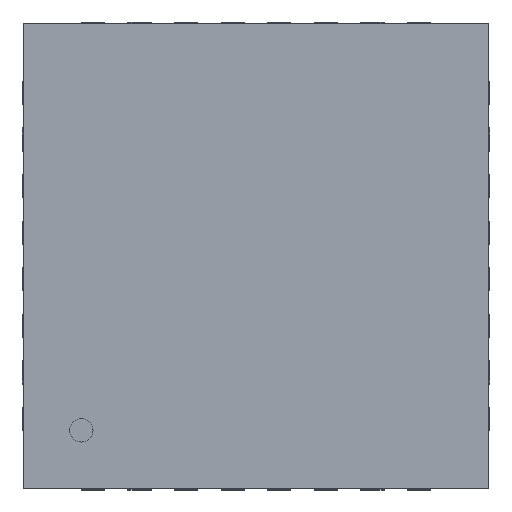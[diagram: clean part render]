
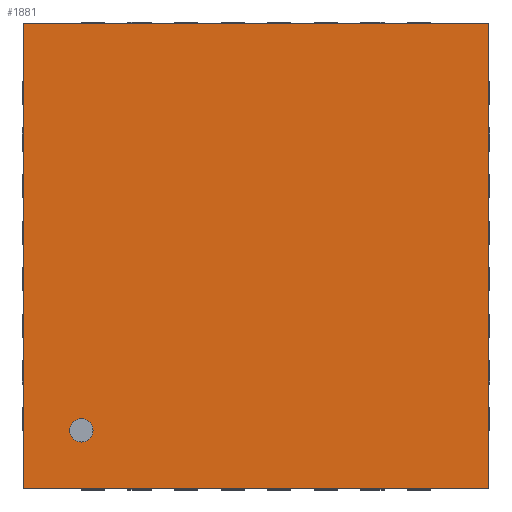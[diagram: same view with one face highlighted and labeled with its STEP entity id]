
A CAD part, top view. The second image highlights one B-rep face of the part: STEP entity #1881.
In plain terms, the highlighted planar face has unit normal (0, 0, 1).
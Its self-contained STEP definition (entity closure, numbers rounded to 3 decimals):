
#70 = DIRECTION ( 'NONE',  ( 1., 0., 0. ) ) ;
#184 = EDGE_CURVE ( 'NONE', #5025, #3807, #8123, .T. ) ;
#264 = ORIENTED_EDGE ( 'NONE', *, *, #9170, .F. ) ;
#489 = EDGE_CURVE ( 'NONE', #3861, #3807, #2272, .T. ) ;
#1532 = CARTESIAN_POINT ( 'NONE',  ( 0., 0., 0.85 ) ) ;
#1820 = CARTESIAN_POINT ( 'NONE',  ( 0., 4., 0.85 ) ) ;
#1881 = ADVANCED_FACE ( 'NONE', ( #5196 ), #4500, .T. ) ;
#1882 = EDGE_LOOP ( 'NONE', ( #6160, #264, #7736, #6497 ) ) ;
#1942 = DIRECTION ( 'NONE',  ( 0., -1., 0. ) ) ;
#2272 = LINE ( 'NONE', #1532, #6499 ) ;
#2495 = VERTEX_POINT ( 'NONE', #1820 ) ;
#2871 = CARTESIAN_POINT ( 'NONE',  ( 4., 0., 0.85 ) ) ;
#3403 = CARTESIAN_POINT ( 'NONE',  ( 4., 4., 0.85 ) ) ;
#3450 = VECTOR ( 'NONE', #1942, 1000. ) ;
#3477 = EDGE_CURVE ( 'NONE', #2495, #3861, #4534, .T. ) ;
#3572 = DIRECTION ( 'NONE',  ( 1., 0., 0. ) ) ;
#3807 = VERTEX_POINT ( 'NONE', #2871 ) ;
#3861 = VERTEX_POINT ( 'NONE', #7674 ) ;
#4434 = CARTESIAN_POINT ( 'NONE',  ( 0., 4., 0.85 ) ) ;
#4500 = PLANE ( 'NONE',  #4757 ) ;
#4534 = LINE ( 'NONE', #5302, #4814 ) ;
#4757 = AXIS2_PLACEMENT_3D ( 'NONE', #5901, #9733, #3572 ) ;
#4814 = VECTOR ( 'NONE', #6871, 1000. ) ;
#5025 = VERTEX_POINT ( 'NONE', #3403 ) ;
#5196 = FACE_OUTER_BOUND ( 'NONE', #1882, .T. ) ;
#5302 = CARTESIAN_POINT ( 'NONE',  ( 0., 0., 0.85 ) ) ;
#5901 = CARTESIAN_POINT ( 'NONE',  ( 0., 0., 0.85 ) ) ;
#6160 = ORIENTED_EDGE ( 'NONE', *, *, #184, .F. ) ;
#6497 = ORIENTED_EDGE ( 'NONE', *, *, #489, .T. ) ;
#6499 = VECTOR ( 'NONE', #70, 1000. ) ;
#6619 = CARTESIAN_POINT ( 'NONE',  ( 4., 0., 0.85 ) ) ;
#6871 = DIRECTION ( 'NONE',  ( 0., -1., 0. ) ) ;
#7165 = VECTOR ( 'NONE', #7532, 1000. ) ;
#7532 = DIRECTION ( 'NONE',  ( 1., 0., 0. ) ) ;
#7674 = CARTESIAN_POINT ( 'NONE',  ( 0., 0., 0.85 ) ) ;
#7736 = ORIENTED_EDGE ( 'NONE', *, *, #3477, .T. ) ;
#8123 = LINE ( 'NONE', #6619, #3450 ) ;
#8331 = LINE ( 'NONE', #4434, #7165 ) ;
#9170 = EDGE_CURVE ( 'NONE', #2495, #5025, #8331, .T. ) ;
#9733 = DIRECTION ( 'NONE',  ( 0., 0., 1. ) ) ;
